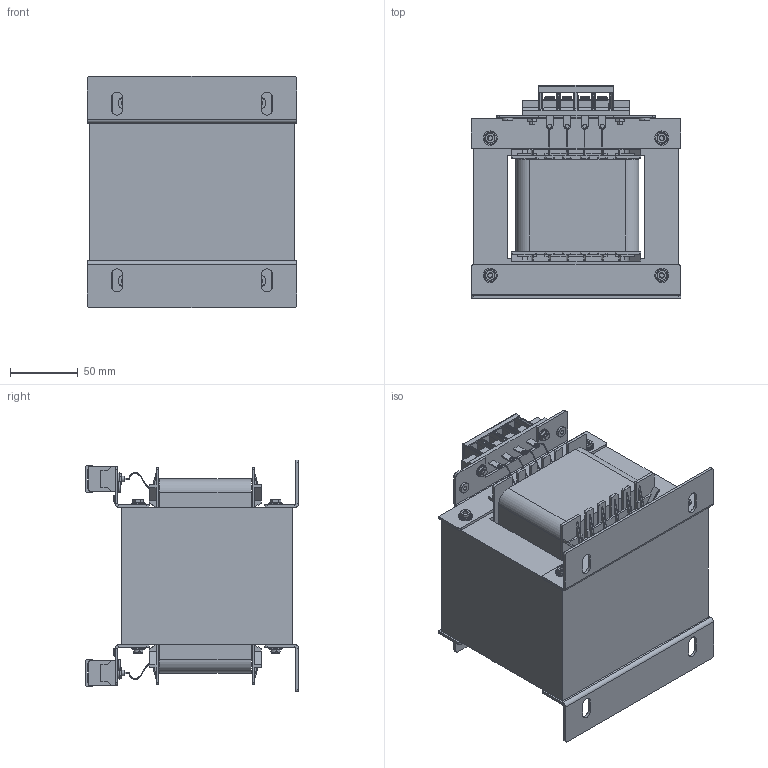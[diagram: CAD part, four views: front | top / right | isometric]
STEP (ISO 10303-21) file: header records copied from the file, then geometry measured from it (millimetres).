
FILE_DESCRIPTION (( 'STEP AP214' ), '1' );
FILE_NAME ('9410 STEP.STEP', '2025-04-12T04:03:38', ( '' ), ( '' ), 'SwSTEP 2.0', 'SolidWorks 2022', '' );
FILE_SCHEMA (( 'AUTOMOTIVE_DESIGN' ));
Length unit declared in the file: millimetre
Products named in the file (1): 9410 STEP
Bounding box: 155 x 157.6 x 171.6 mm (x, y, z)
Volume: 2208690.9 mm3; surface area: 391288.9 mm2
Topology: 59 solids, 59 shells, 3185 faces, 8106 edges, 5000 vertices
Faces by surface type: plane 1935, cylinder 708, bspline 218, torus 160, cone 144, sphere 20
Entity records: 140341 total; most frequent: CARTESIAN_POINT 30464, ORIENTED_EDGE 16020, DIRECTION 14270, EDGE_CURVE 8010, VECTOR 5254, LINE 5254, VERTEX_POINT 5000, AXIS2_PLACEMENT_3D 4508
